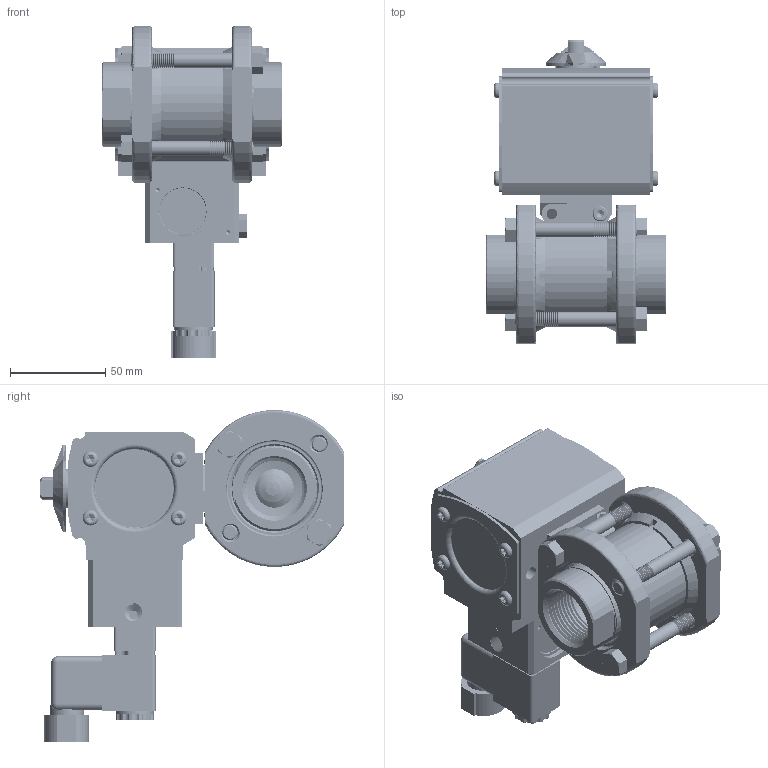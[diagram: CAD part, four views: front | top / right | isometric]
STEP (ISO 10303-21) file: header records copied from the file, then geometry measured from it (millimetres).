
FILE_DESCRIPTION (( 'STEP AP203' ), '1' );
FILE_NAME ('28XXSESA512D4GPDC.step', '2018-09-05T13:22:30', ( '' ), ( '' ), 'SwSTEP 2.0', 'SolidWorks 2018', '' );
FILE_SCHEMA (( 'CONFIG_CONTROL_DESIGN' ));
Products named in the file (1): 28XXSESA512D4GPDC
Bounding box: 95 x 159.47 x 174.66 mm (x, y, z)
Volume: 538498.8 mm3; surface area: 202466.8 mm2
Topology: 49 solids, 49 shells, 4011 faces, 10477 edges, 6519 vertices
Faces by surface type: cylinder 1791, cone 1199, plane 664, torus 179, bspline 172, sphere 6
Entity records: 196939 total; most frequent: CARTESIAN_POINT 101981, ORIENTED_EDGE 20610, DIRECTION 19887, EDGE_CURVE 10305, AXIS2_PLACEMENT_3D 8001, VERTEX_POINT 6515, EDGE_LOOP 4276, CIRCLE 4161
